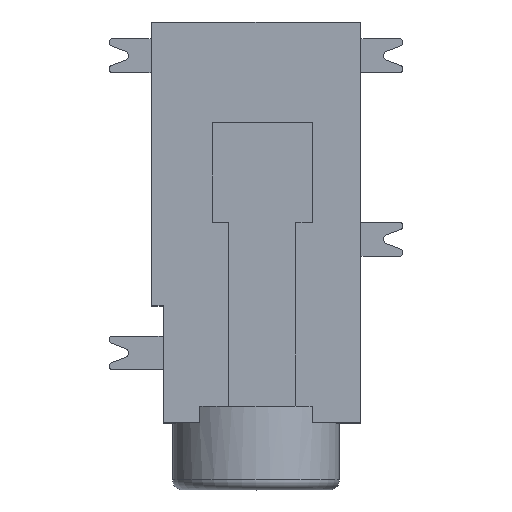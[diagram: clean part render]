
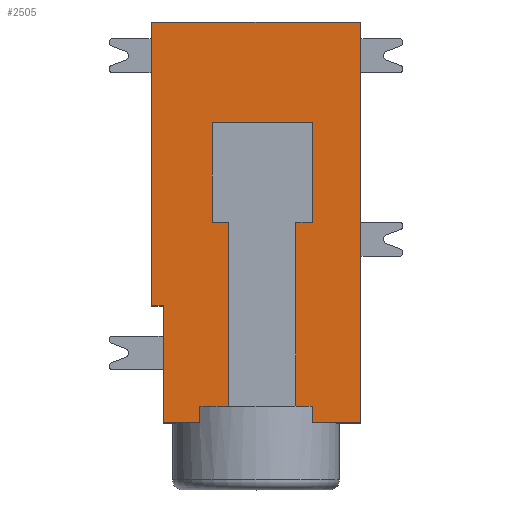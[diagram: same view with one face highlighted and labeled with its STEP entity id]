
A CAD part, top view. The second image highlights one B-rep face of the part: STEP entity #2505.
In plain terms, the highlighted planar face has unit normal (0, 0, 1).
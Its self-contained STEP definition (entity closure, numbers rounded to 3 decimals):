
#204=ORIENTED_EDGE('',*,*,#717,.F.);
#205=ORIENTED_EDGE('',*,*,#718,.F.);
#206=ORIENTED_EDGE('',*,*,#719,.F.);
#207=ORIENTED_EDGE('',*,*,#720,.T.);
#208=ORIENTED_EDGE('',*,*,#721,.T.);
#209=ORIENTED_EDGE('',*,*,#722,.T.);
#210=ORIENTED_EDGE('',*,*,#723,.T.);
#211=ORIENTED_EDGE('',*,*,#692,.T.);
#212=ORIENTED_EDGE('',*,*,#724,.T.);
#213=ORIENTED_EDGE('',*,*,#686,.T.);
#214=ORIENTED_EDGE('',*,*,#725,.T.);
#215=ORIENTED_EDGE('',*,*,#726,.F.);
#216=ORIENTED_EDGE('',*,*,#727,.F.);
#217=ORIENTED_EDGE('',*,*,#728,.F.);
#218=ORIENTED_EDGE('',*,*,#729,.F.);
#219=ORIENTED_EDGE('',*,*,#730,.F.);
#220=ORIENTED_EDGE('',*,*,#731,.F.);
#221=ORIENTED_EDGE('',*,*,#732,.F.);
#686=EDGE_CURVE('',#944,#943,#1113,.T.);
#692=EDGE_CURVE('',#948,#947,#1119,.T.);
#717=EDGE_CURVE('',#967,#968,#1138,.T.);
#718=EDGE_CURVE('',#969,#967,#1139,.T.);
#719=EDGE_CURVE('',#970,#969,#1140,.T.);
#720=EDGE_CURVE('',#970,#971,#1141,.T.);
#721=EDGE_CURVE('',#971,#972,#1142,.T.);
#722=EDGE_CURVE('',#972,#973,#1143,.T.);
#723=EDGE_CURVE('',#973,#948,#1144,.T.);
#724=EDGE_CURVE('',#947,#944,#1145,.T.);
#725=EDGE_CURVE('',#943,#974,#1146,.T.);
#726=EDGE_CURVE('',#975,#974,#1147,.T.);
#727=EDGE_CURVE('',#976,#975,#1148,.T.);
#728=EDGE_CURVE('',#977,#976,#1149,.T.);
#729=EDGE_CURVE('',#978,#977,#1150,.T.);
#730=EDGE_CURVE('',#979,#978,#1151,.T.);
#731=EDGE_CURVE('',#980,#979,#1152,.T.);
#732=EDGE_CURVE('',#968,#980,#1153,.T.);
#943=VERTEX_POINT('',#3406);
#944=VERTEX_POINT('',#3408);
#947=VERTEX_POINT('',#3417);
#948=VERTEX_POINT('',#3419);
#967=VERTEX_POINT('',#3467);
#968=VERTEX_POINT('',#3468);
#969=VERTEX_POINT('',#3470);
#970=VERTEX_POINT('',#3472);
#971=VERTEX_POINT('',#3474);
#972=VERTEX_POINT('',#3476);
#973=VERTEX_POINT('',#3478);
#974=VERTEX_POINT('',#3482);
#975=VERTEX_POINT('',#3484);
#976=VERTEX_POINT('',#3486);
#977=VERTEX_POINT('',#3488);
#978=VERTEX_POINT('',#3490);
#979=VERTEX_POINT('',#3492);
#980=VERTEX_POINT('',#3494);
#1113=LINE('',#3407,#1326);
#1119=LINE('',#3418,#1332);
#1138=LINE('',#3466,#1351);
#1139=LINE('',#3469,#1352);
#1140=LINE('',#3471,#1353);
#1141=LINE('',#3473,#1354);
#1142=LINE('',#3475,#1355);
#1143=LINE('',#3477,#1356);
#1144=LINE('',#3479,#1357);
#1145=LINE('',#3480,#1358);
#1146=LINE('',#3481,#1359);
#1147=LINE('',#3483,#1360);
#1148=LINE('',#3485,#1361);
#1149=LINE('',#3487,#1362);
#1150=LINE('',#3489,#1363);
#1151=LINE('',#3491,#1364);
#1152=LINE('',#3493,#1365);
#1153=LINE('',#3495,#1366);
#1326=VECTOR('',#2844,1000.);
#1332=VECTOR('',#2852,1000.);
#1351=VECTOR('',#2891,1000.);
#1352=VECTOR('',#2892,1000.);
#1353=VECTOR('',#2893,1000.);
#1354=VECTOR('',#2894,1000.);
#1355=VECTOR('',#2895,1000.);
#1356=VECTOR('',#2896,1000.);
#1357=VECTOR('',#2897,1000.);
#1358=VECTOR('',#2898,1000.);
#1359=VECTOR('',#2899,1000.);
#1360=VECTOR('',#2900,1000.);
#1361=VECTOR('',#2901,1000.);
#1362=VECTOR('',#2902,1000.);
#1363=VECTOR('',#2903,1000.);
#1364=VECTOR('',#2904,1000.);
#1365=VECTOR('',#2905,1000.);
#1366=VECTOR('',#2906,1000.);
#1495=EDGE_LOOP('',(#204,#205,#206,#207,#208,#209,#210,#211,#212,#213,#214,
#215,#216,#217,#218,#219,#220,#221));
#1608=FACE_BOUND('',#1495,.T.);
#1716=PLANE('',#2627);
#2505=ADVANCED_FACE('',(#1608),#1716,.T.);
#2627=AXIS2_PLACEMENT_3D('',#3465,#2889,#2890);
#2844=DIRECTION('',(0.,-1.,0.));
#2852=DIRECTION('',(0.,-1.,0.));
#2889=DIRECTION('',(0.,0.,1.));
#2890=DIRECTION('',(1.,0.,0.));
#2891=DIRECTION('',(1.,0.,0.));
#2892=DIRECTION('',(0.,1.,0.));
#2893=DIRECTION('',(-1.,0.,0.));
#2894=DIRECTION('',(0.,-1.,0.));
#2895=DIRECTION('',(1.,0.,0.));
#2896=DIRECTION('',(0.,1.,0.));
#2897=DIRECTION('',(-1.,0.,0.));
#2898=DIRECTION('',(1.,0.,0.));
#2899=DIRECTION('',(1.,0.,0.));
#2900=DIRECTION('',(0.,-1.,0.));
#2901=DIRECTION('',(-1.,0.,0.));
#2902=DIRECTION('',(0.,-1.,0.));
#2903=DIRECTION('',(1.,0.,0.));
#2904=DIRECTION('',(0.,-1.,0.));
#2905=DIRECTION('',(-1.,0.,0.));
#2906=DIRECTION('',(0.,1.,0.));
#3406=CARTESIAN_POINT('',(-2.775,-6.,1.85));
#3407=CARTESIAN_POINT('',(-2.775,-6.,1.85));
#3408=CARTESIAN_POINT('',(-2.775,-2.497,1.85));
#3417=CARTESIAN_POINT('',(-3.125,-2.497,1.85));
#3418=CARTESIAN_POINT('',(-3.125,6.,1.85));
#3419=CARTESIAN_POINT('',(-3.125,6.,1.85));
#3465=CARTESIAN_POINT('',(0.,0.,1.85));
#3466=CARTESIAN_POINT('',(1.682,0.001,1.85));
#3467=CARTESIAN_POINT('',(1.194,0.001,1.85));
#3468=CARTESIAN_POINT('',(1.682,0.001,1.85));
#3469=CARTESIAN_POINT('',(1.194,0.001,1.85));
#3470=CARTESIAN_POINT('',(1.194,-5.5,1.85));
#3471=CARTESIAN_POINT('',(0.,-5.5,1.85));
#3472=CARTESIAN_POINT('',(1.682,-5.5,1.85));
#3473=CARTESIAN_POINT('',(1.682,-5.5,1.85));
#3474=CARTESIAN_POINT('',(1.682,-6.,1.85));
#3475=CARTESIAN_POINT('',(-3.125,-6.,1.85));
#3476=CARTESIAN_POINT('',(3.125,-6.,1.85));
#3477=CARTESIAN_POINT('',(3.125,-6.,1.85));
#3478=CARTESIAN_POINT('',(3.125,6.,1.85));
#3479=CARTESIAN_POINT('',(3.125,6.,1.85));
#3480=CARTESIAN_POINT('',(-2.775,-2.497,1.85));
#3481=CARTESIAN_POINT('',(-3.125,-6.,1.85));
#3482=CARTESIAN_POINT('',(-1.682,-6.,1.85));
#3483=CARTESIAN_POINT('',(-1.682,-5.5,1.85));
#3484=CARTESIAN_POINT('',(-1.682,-5.5,1.85));
#3485=CARTESIAN_POINT('',(0.,-5.5,1.85));
#3486=CARTESIAN_POINT('',(-0.818,-5.5,1.85));
#3487=CARTESIAN_POINT('',(-0.818,-5.5,1.85));
#3488=CARTESIAN_POINT('',(-0.818,0.001,1.85));
#3489=CARTESIAN_POINT('',(-0.818,0.001,1.85));
#3490=CARTESIAN_POINT('',(-1.315,0.001,1.85));
#3491=CARTESIAN_POINT('',(-1.315,0.001,1.85));
#3492=CARTESIAN_POINT('',(-1.315,2.991,1.85));
#3493=CARTESIAN_POINT('',(-1.315,2.991,1.85));
#3494=CARTESIAN_POINT('',(1.682,2.991,1.85));
#3495=CARTESIAN_POINT('',(1.682,2.991,1.85));
